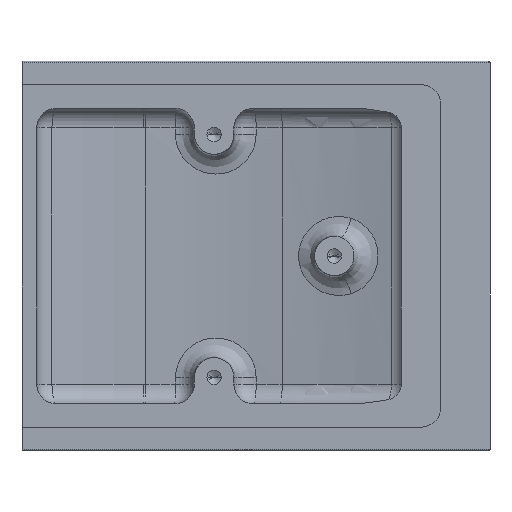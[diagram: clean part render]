
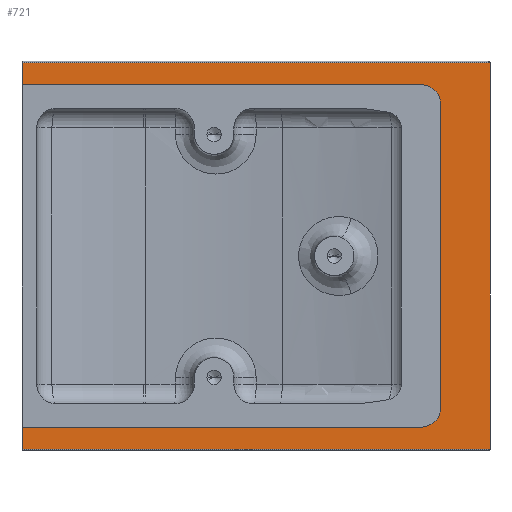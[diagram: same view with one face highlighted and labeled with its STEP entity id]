
A CAD part, top view. The second image highlights one B-rep face of the part: STEP entity #721.
In plain terms, the highlighted planar face has unit normal (0, 0, 1).
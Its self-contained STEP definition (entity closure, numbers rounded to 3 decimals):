
#23 = CARTESIAN_POINT ( 'NONE',  ( 33.5, 34.75, 0. ) ) ;
#30 = LINE ( 'NONE', #2567, #947 ) ;
#86 = VECTOR ( 'NONE', #1474, 1000. ) ;
#107 = LINE ( 'NONE', #1163, #86 ) ;
#149 = ORIENTED_EDGE ( 'NONE', *, *, #3370, .T. ) ;
#169 = VERTEX_POINT ( 'NONE', #1298 ) ;
#353 = EDGE_CURVE ( 'NONE', #2042, #691, #880, .T. ) ;
#376 = DIRECTION ( 'NONE',  ( 0., 0., -1. ) ) ;
#424 = VERTEX_POINT ( 'NONE', #1713 ) ;
#476 = VERTEX_POINT ( 'NONE', #3352 ) ;
#508 = FACE_OUTER_BOUND ( 'NONE', #536, .T. ) ;
#536 = EDGE_LOOP ( 'NONE', ( #2184, #607, #2107, #2634, #3016, #149, #1013, #3411, #1179, #1595 ) ) ;
#607 = ORIENTED_EDGE ( 'NONE', *, *, #2624, .T. ) ;
#645 = CARTESIAN_POINT ( 'NONE',  ( 33.5, 30.75, 0. ) ) ;
#649 = EDGE_CURVE ( 'NONE', #424, #1058, #30, .T. ) ;
#691 = VERTEX_POINT ( 'NONE', #1645 ) ;
#721 = ADVANCED_FACE ( 'NONE', ( #508 ), #1603, .F. ) ;
#722 = CARTESIAN_POINT ( 'NONE',  ( -47.5, 39.5, 0. ) ) ;
#859 = AXIS2_PLACEMENT_3D ( 'NONE', #2532, #376, #904 ) ;
#880 = LINE ( 'NONE', #2542, #1069 ) ;
#884 = VERTEX_POINT ( 'NONE', #2385 ) ;
#904 = DIRECTION ( 'NONE',  ( -1., 0., 0. ) ) ;
#947 = VECTOR ( 'NONE', #2297, 1000. ) ;
#1006 = DIRECTION ( 'NONE',  ( 1., 0., 0. ) ) ;
#1013 = ORIENTED_EDGE ( 'NONE', *, *, #2684, .T. ) ;
#1058 = VERTEX_POINT ( 'NONE', #2720 ) ;
#1069 = VECTOR ( 'NONE', #1468, 1000. ) ;
#1090 = DIRECTION ( 'NONE',  ( -1., 0., 0. ) ) ;
#1141 = LINE ( 'NONE', #722, #2196 ) ;
#1155 = CARTESIAN_POINT ( 'NONE',  ( 47.5, 39.5, 0. ) ) ;
#1163 = CARTESIAN_POINT ( 'NONE',  ( -47.5, 39.5, 0. ) ) ;
#1179 = ORIENTED_EDGE ( 'NONE', *, *, #2362, .T. ) ;
#1191 = AXIS2_PLACEMENT_3D ( 'NONE', #645, #2030, #2317 ) ;
#1255 = DIRECTION ( 'NONE',  ( 0., 0., -1. ) ) ;
#1286 = CARTESIAN_POINT ( 'NONE',  ( 47.5, -39.25, 0. ) ) ;
#1298 = CARTESIAN_POINT ( 'NONE',  ( 47.5, -39.25, 0. ) ) ;
#1380 = CIRCLE ( 'NONE', #859, 4. ) ;
#1425 = EDGE_CURVE ( 'NONE', #476, #169, #2292, .T. ) ;
#1468 = DIRECTION ( 'NONE',  ( 0., 1., 0. ) ) ;
#1474 = DIRECTION ( 'NONE',  ( 0., -1., 0. ) ) ;
#1524 = EDGE_CURVE ( 'NONE', #2840, #2296, #1141, .T. ) ;
#1562 = CARTESIAN_POINT ( 'NONE',  ( -47.5, 34.75, 0. ) ) ;
#1595 = ORIENTED_EDGE ( 'NONE', *, *, #649, .F. ) ;
#1603 = PLANE ( 'NONE',  #1964 ) ;
#1645 = CARTESIAN_POINT ( 'NONE',  ( 37.5, 30.75, 0. ) ) ;
#1655 = CIRCLE ( 'NONE', #1191, 4. ) ;
#1713 = CARTESIAN_POINT ( 'NONE',  ( -47.5, -34.75, 0. ) ) ;
#1846 = VECTOR ( 'NONE', #2243, 1000. ) ;
#1927 = VECTOR ( 'NONE', #1006, 1000. ) ;
#1964 = AXIS2_PLACEMENT_3D ( 'NONE', #2703, #1255, #2625 ) ;
#2030 = DIRECTION ( 'NONE',  ( 0., 0., -1. ) ) ;
#2042 = VERTEX_POINT ( 'NONE', #3128 ) ;
#2079 = VECTOR ( 'NONE', #1090, 1000. ) ;
#2107 = ORIENTED_EDGE ( 'NONE', *, *, #1425, .F. ) ;
#2108 = DIRECTION ( 'NONE',  ( 1., 0., 0. ) ) ;
#2184 = ORIENTED_EDGE ( 'NONE', *, *, #2747, .T. ) ;
#2196 = VECTOR ( 'NONE', #2583, 1000. ) ;
#2243 = DIRECTION ( 'NONE',  ( 0., -1., 0. ) ) ;
#2286 = CARTESIAN_POINT ( 'NONE',  ( -47.5, 39.25, 0. ) ) ;
#2292 = LINE ( 'NONE', #1155, #1846 ) ;
#2296 = VERTEX_POINT ( 'NONE', #3175 ) ;
#2297 = DIRECTION ( 'NONE',  ( 1., 0., 0. ) ) ;
#2317 = DIRECTION ( 'NONE',  ( -1., 0., 0. ) ) ;
#2362 = EDGE_CURVE ( 'NONE', #2042, #1058, #1380, .T. ) ;
#2385 = CARTESIAN_POINT ( 'NONE',  ( -47.5, -39.25, 0. ) ) ;
#2532 = CARTESIAN_POINT ( 'NONE',  ( 33.5, -30.75, 0. ) ) ;
#2542 = CARTESIAN_POINT ( 'NONE',  ( 37.5, -34.75, 0. ) ) ;
#2567 = CARTESIAN_POINT ( 'NONE',  ( -47.5, -34.75, 0. ) ) ;
#2583 = DIRECTION ( 'NONE',  ( 0., -1., 0. ) ) ;
#2624 = EDGE_CURVE ( 'NONE', #884, #169, #2656, .T. ) ;
#2625 = DIRECTION ( 'NONE',  ( -1., 0., 0. ) ) ;
#2634 = ORIENTED_EDGE ( 'NONE', *, *, #3004, .T. ) ;
#2656 = LINE ( 'NONE', #1286, #2745 ) ;
#2684 = EDGE_CURVE ( 'NONE', #3541, #691, #1655, .T. ) ;
#2703 = CARTESIAN_POINT ( 'NONE',  ( -47.5, 39.5, 0. ) ) ;
#2720 = CARTESIAN_POINT ( 'NONE',  ( 33.5, -34.75, 0. ) ) ;
#2745 = VECTOR ( 'NONE', #2108, 1000. ) ;
#2747 = EDGE_CURVE ( 'NONE', #424, #884, #107, .T. ) ;
#2840 = VERTEX_POINT ( 'NONE', #2286 ) ;
#2992 = LINE ( 'NONE', #1562, #1927 ) ;
#3004 = EDGE_CURVE ( 'NONE', #476, #2840, #3279, .T. ) ;
#3012 = CARTESIAN_POINT ( 'NONE',  ( -47.5, 39.25, 0. ) ) ;
#3016 = ORIENTED_EDGE ( 'NONE', *, *, #1524, .T. ) ;
#3128 = CARTESIAN_POINT ( 'NONE',  ( 37.5, -30.75, 0. ) ) ;
#3175 = CARTESIAN_POINT ( 'NONE',  ( -47.5, 34.75, 0. ) ) ;
#3279 = LINE ( 'NONE', #3012, #2079 ) ;
#3352 = CARTESIAN_POINT ( 'NONE',  ( 47.5, 39.25, 0. ) ) ;
#3370 = EDGE_CURVE ( 'NONE', #2296, #3541, #2992, .T. ) ;
#3411 = ORIENTED_EDGE ( 'NONE', *, *, #353, .F. ) ;
#3541 = VERTEX_POINT ( 'NONE', #23 ) ;
